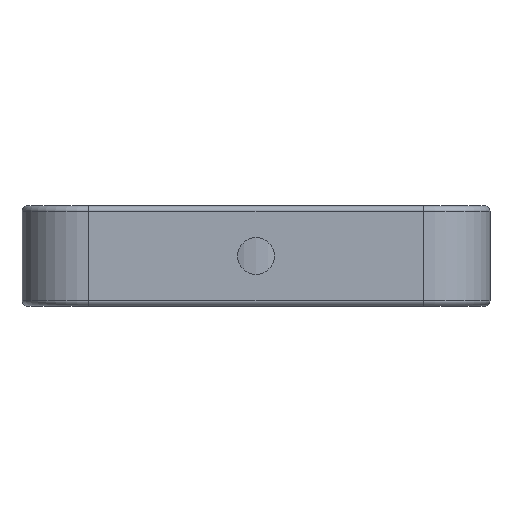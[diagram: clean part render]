
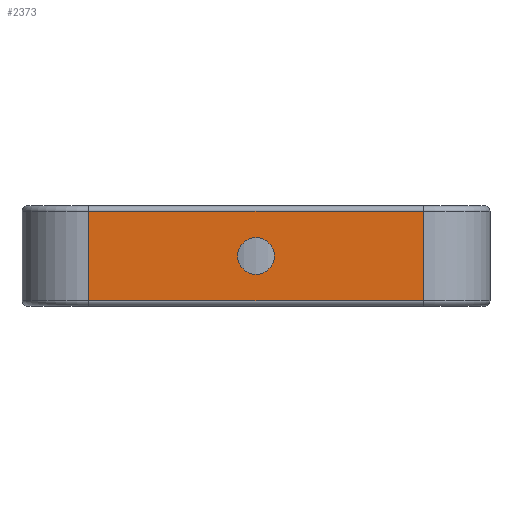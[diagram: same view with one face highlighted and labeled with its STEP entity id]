
A CAD part, front view. The second image highlights one B-rep face of the part: STEP entity #2373.
In plain terms, the highlighted planar face has unit normal (0, -1, 0).
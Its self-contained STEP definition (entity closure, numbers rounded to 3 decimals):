
#9 = ORIENTED_EDGE ( 'NONE', *, *, #1852, .T. ) ;
#96 = DIRECTION ( 'NONE',  ( 0., 0., 1. ) ) ;
#152 = PLANE ( 'NONE',  #2062 ) ;
#162 = LINE ( 'NONE', #1121, #245 ) ;
#242 = EDGE_LOOP ( 'NONE', ( #9, #1346, #1299, #2861 ) ) ;
#245 = VECTOR ( 'NONE', #1137, 1000. ) ;
#277 = VECTOR ( 'NONE', #2349, 1000. ) ;
#360 = EDGE_LOOP ( 'NONE', ( #2944, #931 ) ) ;
#373 = EDGE_CURVE ( 'NONE', #3202, #1154, #2505, .T. ) ;
#545 = CARTESIAN_POINT ( 'NONE',  ( -15., -21., 4.5 ) ) ;
#571 = CARTESIAN_POINT ( 'NONE',  ( 0., -21., 0. ) ) ;
#601 = CARTESIAN_POINT ( 'NONE',  ( -15., -21., -4. ) ) ;
#614 = EDGE_CURVE ( 'NONE', #686, #1311, #688, .T. ) ;
#666 = CARTESIAN_POINT ( 'NONE',  ( -21., -21., 4.5 ) ) ;
#679 = CARTESIAN_POINT ( 'NONE',  ( 0., -21., 1.65 ) ) ;
#686 = VERTEX_POINT ( 'NONE', #2101 ) ;
#688 = CIRCLE ( 'NONE', #1055, 1.65 ) ;
#777 = EDGE_CURVE ( 'NONE', #3154, #3202, #3149, .T. ) ;
#916 = CARTESIAN_POINT ( 'NONE',  ( -15., -21., 4. ) ) ;
#931 = ORIENTED_EDGE ( 'NONE', *, *, #1881, .F. ) ;
#1055 = AXIS2_PLACEMENT_3D ( 'NONE', #571, #1781, #1291 ) ;
#1098 = CARTESIAN_POINT ( 'NONE',  ( -15., -21., 4. ) ) ;
#1116 = CARTESIAN_POINT ( 'NONE',  ( 15., -21., 4. ) ) ;
#1121 = CARTESIAN_POINT ( 'NONE',  ( -21., -21., -4. ) ) ;
#1137 = DIRECTION ( 'NONE',  ( 1., 0., 0. ) ) ;
#1154 = VERTEX_POINT ( 'NONE', #601 ) ;
#1291 = DIRECTION ( 'NONE',  ( 0., 0., -1. ) ) ;
#1299 = ORIENTED_EDGE ( 'NONE', *, *, #373, .T. ) ;
#1311 = VERTEX_POINT ( 'NONE', #679 ) ;
#1346 = ORIENTED_EDGE ( 'NONE', *, *, #777, .T. ) ;
#1419 = VERTEX_POINT ( 'NONE', #2840 ) ;
#1540 = DIRECTION ( 'NONE',  ( 0., -1., 0. ) ) ;
#1542 = DIRECTION ( 'NONE',  ( 0., 0., -1. ) ) ;
#1661 = DIRECTION ( 'NONE',  ( 0., 1., 0. ) ) ;
#1781 = DIRECTION ( 'NONE',  ( 0., -1., 0. ) ) ;
#1852 = EDGE_CURVE ( 'NONE', #1419, #3154, #3080, .T. ) ;
#1881 = EDGE_CURVE ( 'NONE', #1311, #686, #2154, .T. ) ;
#2062 = AXIS2_PLACEMENT_3D ( 'NONE', #666, #1661, #3096 ) ;
#2097 = FACE_OUTER_BOUND ( 'NONE', #242, .T. ) ;
#2101 = CARTESIAN_POINT ( 'NONE',  ( 0., -21., -1.65 ) ) ;
#2146 = FACE_BOUND ( 'NONE', #360, .T. ) ;
#2154 = CIRCLE ( 'NONE', #2574, 1.65 ) ;
#2183 = DIRECTION ( 'NONE',  ( 0., 0., -1. ) ) ;
#2314 = VECTOR ( 'NONE', #96, 1000. ) ;
#2349 = DIRECTION ( 'NONE',  ( -1., 0., 0. ) ) ;
#2373 = ADVANCED_FACE ( 'NONE', ( #2146, #2097 ), #152, .F. ) ;
#2505 = LINE ( 'NONE', #545, #2565 ) ;
#2565 = VECTOR ( 'NONE', #1542, 1000. ) ;
#2574 = AXIS2_PLACEMENT_3D ( 'NONE', #2853, #1540, #2183 ) ;
#2578 = CARTESIAN_POINT ( 'NONE',  ( 15., -21., 4.5 ) ) ;
#2744 = EDGE_CURVE ( 'NONE', #1154, #1419, #162, .T. ) ;
#2840 = CARTESIAN_POINT ( 'NONE',  ( 15., -21., -4. ) ) ;
#2853 = CARTESIAN_POINT ( 'NONE',  ( 0., -21., 0. ) ) ;
#2861 = ORIENTED_EDGE ( 'NONE', *, *, #2744, .T. ) ;
#2944 = ORIENTED_EDGE ( 'NONE', *, *, #614, .F. ) ;
#3080 = LINE ( 'NONE', #2578, #2314 ) ;
#3096 = DIRECTION ( 'NONE',  ( -1., 0., 0. ) ) ;
#3149 = LINE ( 'NONE', #916, #277 ) ;
#3154 = VERTEX_POINT ( 'NONE', #1116 ) ;
#3202 = VERTEX_POINT ( 'NONE', #1098 ) ;
